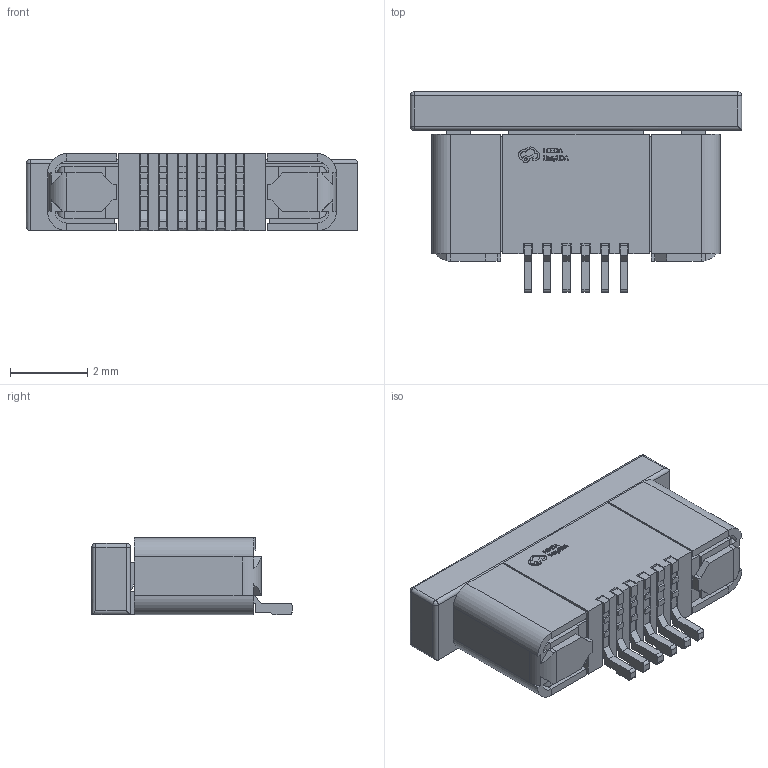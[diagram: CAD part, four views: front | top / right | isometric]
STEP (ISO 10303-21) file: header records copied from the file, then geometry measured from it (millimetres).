
FILE_DESCRIPTION (( 'STEP AP214' ), '1' );
FILE_NAME ('FPC-SMD_P0.50-6P_LCS-XJ-H2.0.step', '2022-07-06T16:18:01', ( '' ), ( '' ), 'SwSTEP 2.0', 'SolidWorks 2020', '' );
FILE_SCHEMA (( 'AUTOMOTIVE_DESIGN' ));
Length unit declared in the file: millimetre
Products named in the file (1): FPC-SMD_P0.50-6P_LCS-XJ-H2.0
Bounding box: 8.6 x 5.2 x 2.01 mm (x, y, z)
Volume: 46.7 mm3; surface area: 329.6 mm2
Topology: 7 solids, 7 shells, 822 faces, 2297 edges, 1504 vertices
Faces by surface type: plane 596, bspline 146, cylinder 77, sphere 3
Entity records: 36284 total; most frequent: CARTESIAN_POINT 8280, ORIENTED_EDGE 4588, DIRECTION 3485, EDGE_CURVE 2294, VECTOR 1843, LINE 1843, VERTEX_POINT 1504, EDGE_LOOP 852
